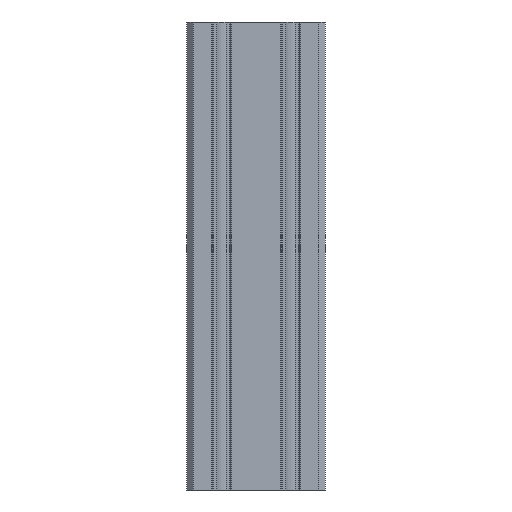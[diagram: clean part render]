
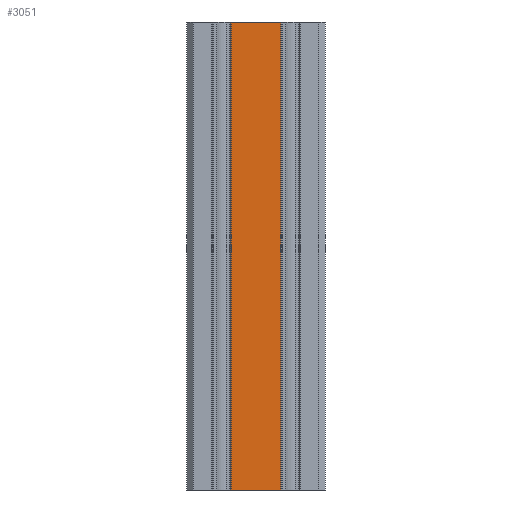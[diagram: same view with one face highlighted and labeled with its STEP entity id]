
A CAD part, left-side view. The second image highlights one B-rep face of the part: STEP entity #3051.
In plain terms, the highlighted planar face has unit normal (-1, 0, 0).
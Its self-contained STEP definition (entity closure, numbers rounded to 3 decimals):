
#57 = CARTESIAN_POINT ( 'NONE',  ( -45., -16.2, 152.4 ) ) ;
#173 = EDGE_CURVE ( 'NONE', #5956, #8833, #2285, .T. ) ;
#519 = CARTESIAN_POINT ( 'NONE',  ( -45., 16.2, -152.4 ) ) ;
#688 = CARTESIAN_POINT ( 'NONE',  ( -45., 0., 152.4 ) ) ;
#1099 = VECTOR ( 'NONE', #3875, 1000. ) ;
#1100 = LINE ( 'NONE', #4989, #3526 ) ;
#1209 = EDGE_LOOP ( 'NONE', ( #5098, #1950, #2697, #5110 ) ) ;
#1950 = ORIENTED_EDGE ( 'NONE', *, *, #5702, .F. ) ;
#2009 = VECTOR ( 'NONE', #7638, 1000. ) ;
#2285 = LINE ( 'NONE', #5330, #2009 ) ;
#2691 = DIRECTION ( 'NONE',  ( 0., 0., -1. ) ) ;
#2697 = ORIENTED_EDGE ( 'NONE', *, *, #4420, .T. ) ;
#2774 = CARTESIAN_POINT ( 'NONE',  ( -45., -16.2, -152.4 ) ) ;
#2876 = LINE ( 'NONE', #5268, #4563 ) ;
#3038 = DIRECTION ( 'NONE',  ( -1., 0., 0. ) ) ;
#3051 = ADVANCED_FACE ( 'NONE', ( #6135 ), #6034, .T. ) ;
#3084 = LINE ( 'NONE', #4523, #1099 ) ;
#3526 = VECTOR ( 'NONE', #2691, 1000. ) ;
#3875 = DIRECTION ( 'NONE',  ( 0., 0., -1. ) ) ;
#3949 = EDGE_CURVE ( 'NONE', #6518, #8833, #1100, .T. ) ;
#4420 = EDGE_CURVE ( 'NONE', #7718, #6518, #2876, .T. ) ;
#4523 = CARTESIAN_POINT ( 'NONE',  ( -45., -16.2, 152.4 ) ) ;
#4563 = VECTOR ( 'NONE', #7328, 1000. ) ;
#4989 = CARTESIAN_POINT ( 'NONE',  ( -45., 16.2, 152.4 ) ) ;
#5098 = ORIENTED_EDGE ( 'NONE', *, *, #173, .F. ) ;
#5110 = ORIENTED_EDGE ( 'NONE', *, *, #3949, .T. ) ;
#5268 = CARTESIAN_POINT ( 'NONE',  ( -45., 0., 152.4 ) ) ;
#5283 = DIRECTION ( 'NONE',  ( 0., 0., 1. ) ) ;
#5330 = CARTESIAN_POINT ( 'NONE',  ( -45., 0., -152.4 ) ) ;
#5702 = EDGE_CURVE ( 'NONE', #7718, #5956, #3084, .T. ) ;
#5956 = VERTEX_POINT ( 'NONE', #2774 ) ;
#6034 = PLANE ( 'NONE',  #6190 ) ;
#6135 = FACE_OUTER_BOUND ( 'NONE', #1209, .T. ) ;
#6190 = AXIS2_PLACEMENT_3D ( 'NONE', #688, #3038, #5283 ) ;
#6518 = VERTEX_POINT ( 'NONE', #9343 ) ;
#7328 = DIRECTION ( 'NONE',  ( 0., 1., 0. ) ) ;
#7638 = DIRECTION ( 'NONE',  ( 0., 1., 0. ) ) ;
#7718 = VERTEX_POINT ( 'NONE', #57 ) ;
#8833 = VERTEX_POINT ( 'NONE', #519 ) ;
#9343 = CARTESIAN_POINT ( 'NONE',  ( -45., 16.2, 152.4 ) ) ;
